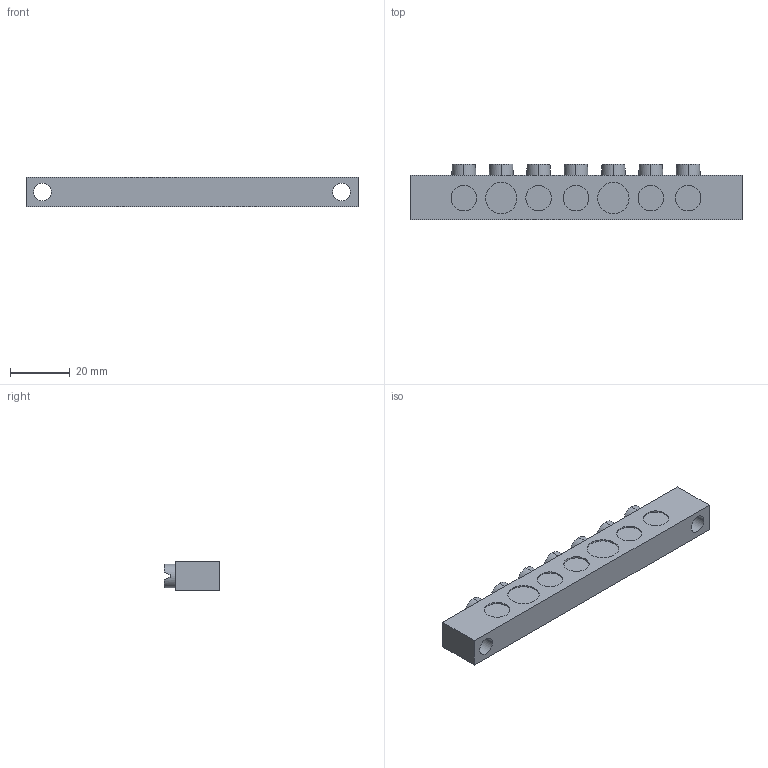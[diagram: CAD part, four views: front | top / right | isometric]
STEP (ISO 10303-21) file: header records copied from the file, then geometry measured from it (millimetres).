
FILE_DESCRIPTION (( 'STEP AP203' ), '1' );
FILE_NAME ('10x15mm - 7 Delikli Pano Topraklama Klemensi.STEP', '2019-01-08T07:32:55', ( '' ), ( '' ), 'SwSTEP 2.0', 'SolidWorks 2011', '' );
FILE_SCHEMA (( 'CONFIG_CONTROL_DESIGN' ));
Length unit declared in the file: millimetre
Products named in the file (1): 10x15mm - 7 Delikli Pano Topraklama Klemensi
Bounding box: 111 x 18.7 x 10 mm (x, y, z)
Volume: 15954.4 mm3; surface area: 7451.5 mm2
Topology: 1 solids, 1 shells, 165 faces, 418 edges, 276 vertices
Faces by surface type: plane 111, cylinder 50, cone 4
Entity records: 5061 total; most frequent: CARTESIAN_POINT 944, DIRECTION 850, ORIENTED_EDGE 836, EDGE_CURVE 418, AXIS2_PLACEMENT_3D 294, VERTEX_POINT 276, LINE 262, VECTOR 262
